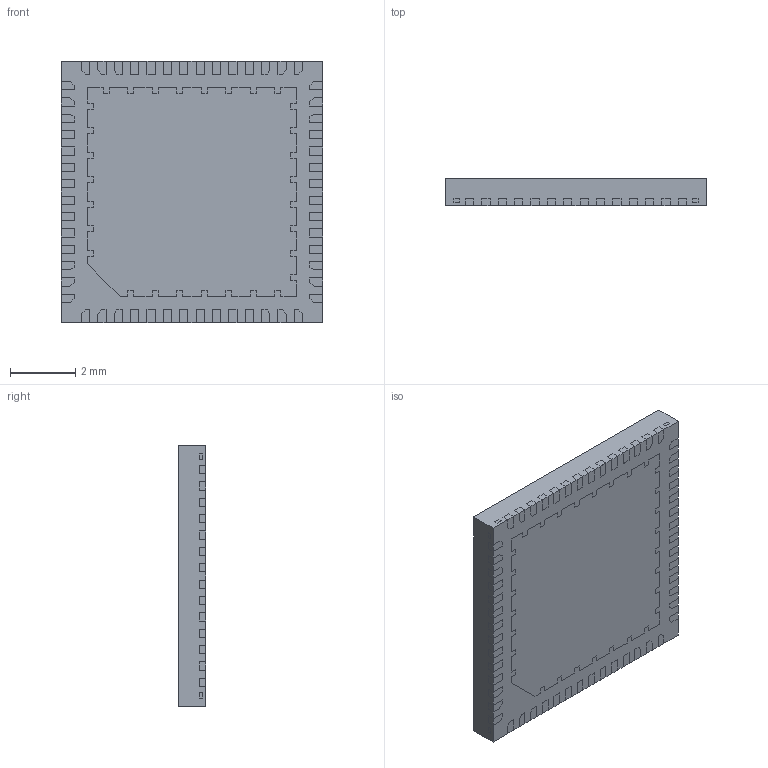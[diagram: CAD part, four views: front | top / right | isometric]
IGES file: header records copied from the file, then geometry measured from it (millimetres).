
Start section: SolidWorks IGES file using analytic representation for surfaces
Global section: file name: 8x8_56_5.IGS; native system: SolidWorks 2012; preprocessor: SolidWorks 2012; author: sw2011vm-Admin; date: 130819.081539; units: millimetre
Bounding box: 8 x 0.84 x 8 mm (x, y, z)
Surface area: 432.3 mm2 (no closed solid volume)
Topology: 0 solids, 0 shells, 2947 faces, 16034 edges, 16034 vertices
Faces by surface type: bspline 2947
